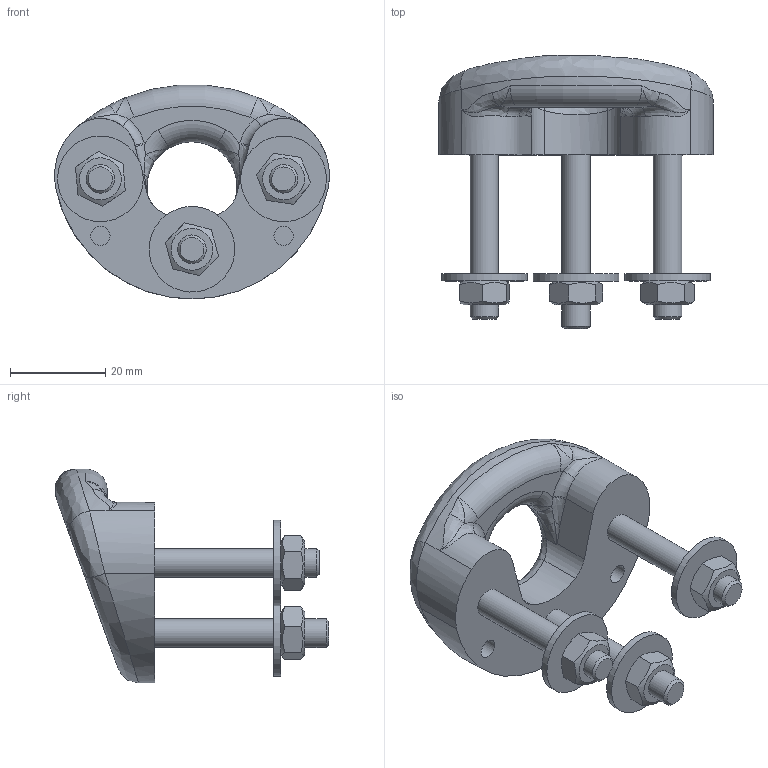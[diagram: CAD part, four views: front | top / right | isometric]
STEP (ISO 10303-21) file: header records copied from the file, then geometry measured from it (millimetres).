
FILE_DESCRIPTION(/* description */ (''),/* implementation_level */ '2;1');
FILE_NAME(/* name */ '7606.stp',/* time_stamp */ '2020-05-19T11:58:24+02:00',/* author */ ('francesca'),/* organization */ (''),/* preprocessor_version */ 'ST-DEVELOPER v18.1',/* originating_system */ 'Autodesk Inventor 2021',/* authorisation */ '');
FILE_SCHEMA (('AUTOMOTIVE_DESIGN { 1 0 10303 214 3 1 1 }'));
Length unit declared in the file: millimetre
Products named in the file (1): 19041514
Bounding box: 57.75 x 57.4 x 44.97 mm (x, y, z)
Volume: 25447 mm3; surface area: 10172.4 mm2
Topology: 1 solids, 1 shells, 107 faces, 256 edges, 161 vertices
Faces by surface type: plane 40, cylinder 26, bspline 24, cone 9, torus 8
Full cylindrical faces by diameter (mm): 4.05 x2, 6 x6, 6.4 x3, 18 x3
Entity records: 4167 total; most frequent: CARTESIAN_POINT 1814, ORIENTED_EDGE 500, DIRECTION 459, EDGE_CURVE 250, AXIS2_PLACEMENT_3D 199, VERTEX_POINT 161, EDGE_LOOP 125, FACE_OUTER_BOUND 107
